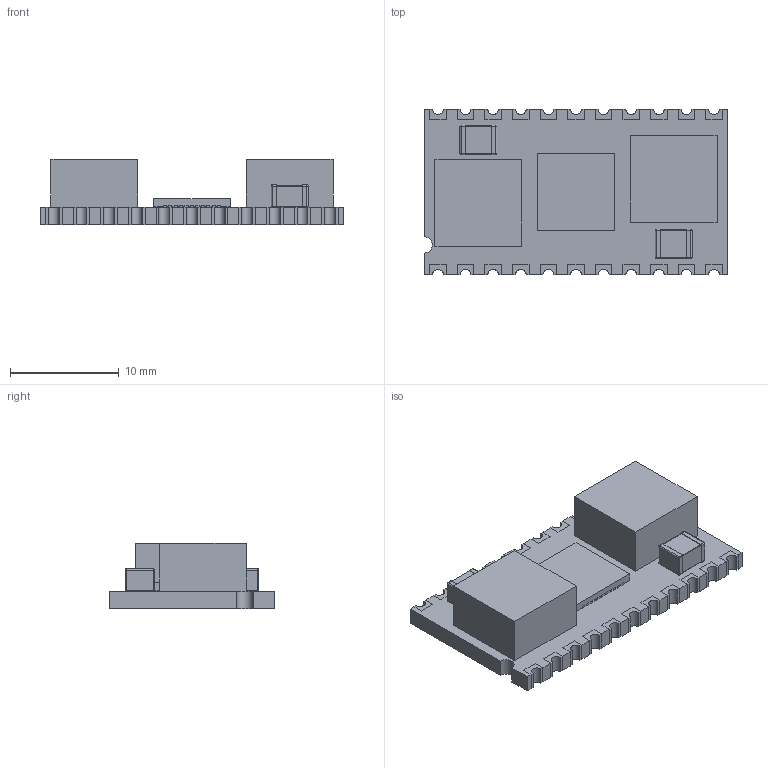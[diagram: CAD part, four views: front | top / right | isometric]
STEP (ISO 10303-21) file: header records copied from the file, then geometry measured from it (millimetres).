
FILE_DESCRIPTION(/* description */ (''),/* implementation_level */ '2;1');
FILE_NAME(/* name */ 'TEXAS_EFS (R-PDSS-T22).stp',/* time_stamp */ '2017-08-08T14:36:39+02:00',/* author */ ('riccim'),/* organization */ ('SolidWorks'),/* preprocessor_version */ 'ST-DEVELOPER v16.5',/* originating_system */ 'AutoCAD Mechanical',/* authorisation */ ' ');
FILE_SCHEMA (('AUTOMOTIVE_DESIGN { 1 0 10303 214 3 1 1 }'));
Length unit declared in the file: millimetre
Products named in the file (1): Product
Bounding box: 27.94 x 15.24 x 6 mm (x, y, z)
Volume: 1303 mm3; surface area: 2371.1 mm2
Topology: 78 solids, 78 shells, 927 faces, 2278 edges, 1492 vertices
Faces by surface type: plane 760, cylinder 151, sphere 16
Entity records: 26844 total; most frequent: CARTESIAN_POINT 4682, ORIENTED_EDGE 4524, DIRECTION 4420, EDGE_CURVE 2262, LINE 1960, VECTOR 1960, VERTEX_POINT 1492, AXIS2_PLACEMENT_3D 1230
